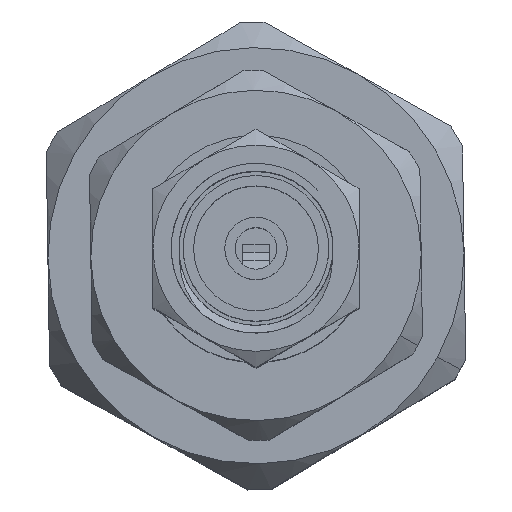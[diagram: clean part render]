
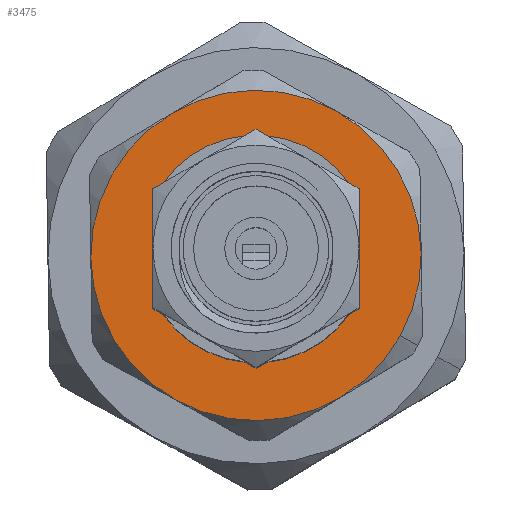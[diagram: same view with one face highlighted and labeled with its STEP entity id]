
A CAD part, top view. The second image highlights one B-rep face of the part: STEP entity #3475.
In plain terms, the highlighted face is planar.
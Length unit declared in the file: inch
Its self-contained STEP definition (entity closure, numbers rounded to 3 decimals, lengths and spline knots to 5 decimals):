
#216 = CARTESIAN_POINT ( 'NONE',  ( 0.441, 0., 0. ) ) ;
#526 = CARTESIAN_POINT ( 'NONE',  ( 0.441, -0.0625, -0.10825 ) ) ;
#600 = FACE_BOUND ( 'NONE', #4470, .T. ) ;
#689 = VERTEX_POINT ( 'NONE', #1569 ) ;
#717 = ORIENTED_EDGE ( 'NONE', *, *, #5384, .T. ) ;
#805 = EDGE_CURVE ( 'NONE', #689, #3846, #4061, .T. ) ;
#860 = CARTESIAN_POINT ( 'NONE',  ( 0.441, -0.125, 0. ) ) ;
#965 = DIRECTION ( 'NONE',  ( 1., 0., 0. ) ) ;
#991 = CARTESIAN_POINT ( 'NONE',  ( 0.441, 0., 0. ) ) ;
#1029 = AXIS2_PLACEMENT_3D ( 'NONE', #991, #1661, #4236 ) ;
#1191 = DIRECTION ( 'NONE',  ( 0., 0., -1. ) ) ;
#1237 = VERTEX_POINT ( 'NONE', #5607 ) ;
#1250 = CARTESIAN_POINT ( 'NONE',  ( 0.441, 0.0625, 0.10825 ) ) ;
#1475 = PLANE ( 'NONE',  #7858 ) ;
#1506 = CARTESIAN_POINT ( 'NONE',  ( 0.441, 0., 0. ) ) ;
#1552 = ORIENTED_EDGE ( 'NONE', *, *, #3075, .T. ) ;
#1569 = CARTESIAN_POINT ( 'NONE',  ( 0.441, 0.125, 0. ) ) ;
#1661 = DIRECTION ( 'NONE',  ( 1., 0., 0. ) ) ;
#1836 = CARTESIAN_POINT ( 'NONE',  ( 0.441, 0., 0. ) ) ;
#1949 = VERTEX_POINT ( 'NONE', #7801 ) ;
#1959 = ORIENTED_EDGE ( 'NONE', *, *, #6428, .T. ) ;
#2087 = AXIS2_PLACEMENT_3D ( 'NONE', #3942, #7077, #3159 ) ;
#2293 = AXIS2_PLACEMENT_3D ( 'NONE', #1506, #6060, #7306 ) ;
#2301 = VERTEX_POINT ( 'NONE', #526 ) ;
#2477 = DIRECTION ( 'NONE',  ( 1., 0., 0. ) ) ;
#2634 = AXIS2_PLACEMENT_3D ( 'NONE', #7424, #965, #6086 ) ;
#2654 = AXIS2_PLACEMENT_3D ( 'NONE', #1836, #7700, #6341 ) ;
#2783 = DIRECTION ( 'NONE',  ( 1., 0., 0. ) ) ;
#3015 = ORIENTED_EDGE ( 'NONE', *, *, #4297, .T. ) ;
#3028 = CIRCLE ( 'NONE', #2293, 0.125 ) ;
#3075 = EDGE_CURVE ( 'NONE', #4355, #2301, #3028, .T. ) ;
#3127 = VERTEX_POINT ( 'NONE', #3454 ) ;
#3159 = DIRECTION ( 'NONE',  ( 0., 0., 1. ) ) ;
#3382 = CARTESIAN_POINT ( 'NONE',  ( 0.441, 0.14, 0. ) ) ;
#3454 = CARTESIAN_POINT ( 'NONE',  ( 0.441, 0., -0.0455 ) ) ;
#3475 = ADVANCED_FACE ( 'NONE', ( #600, #6656 ), #1475, .F. ) ;
#3488 = CARTESIAN_POINT ( 'NONE',  ( 0.441, 0., 0. ) ) ;
#3569 = CIRCLE ( 'NONE', #2654, 0.0455 ) ;
#3570 = EDGE_CURVE ( 'NONE', #1949, #3810, #8000, .T. ) ;
#3810 = VERTEX_POINT ( 'NONE', #7743 ) ;
#3837 = EDGE_CURVE ( 'NONE', #3127, #4808, #5958, .T. ) ;
#3846 = VERTEX_POINT ( 'NONE', #1250 ) ;
#3942 = CARTESIAN_POINT ( 'NONE',  ( 0.441, 0., 0. ) ) ;
#4048 = ORIENTED_EDGE ( 'NONE', *, *, #3570, .T. ) ;
#4061 = CIRCLE ( 'NONE', #7561, 0.125 ) ;
#4140 = DIRECTION ( 'NONE',  ( 1., 0., 0. ) ) ;
#4146 = DIRECTION ( 'NONE',  ( 0., 0., -1. ) ) ;
#4236 = DIRECTION ( 'NONE',  ( 0., 0., -1. ) ) ;
#4297 = EDGE_CURVE ( 'NONE', #3810, #689, #7580, .T. ) ;
#4353 = ORIENTED_EDGE ( 'NONE', *, *, #7417, .T. ) ;
#4355 = VERTEX_POINT ( 'NONE', #860 ) ;
#4470 = EDGE_LOOP ( 'NONE', ( #5060, #4353 ) ) ;
#4724 = DIRECTION ( 'NONE',  ( -1., 0., 0. ) ) ;
#4808 = VERTEX_POINT ( 'NONE', #6932 ) ;
#5060 = ORIENTED_EDGE ( 'NONE', *, *, #3837, .T. ) ;
#5090 = CARTESIAN_POINT ( 'NONE',  ( 0.441, 0., 0. ) ) ;
#5339 = DIRECTION ( 'NONE',  ( 0., 0., 1. ) ) ;
#5384 = EDGE_CURVE ( 'NONE', #1237, #4355, #8367, .T. ) ;
#5415 = EDGE_LOOP ( 'NONE', ( #7620, #1959, #717, #1552, #5816, #4048, #3015 ) ) ;
#5607 = CARTESIAN_POINT ( 'NONE',  ( 0.441, -0.0625, 0.10825 ) ) ;
#5758 = AXIS2_PLACEMENT_3D ( 'NONE', #3488, #4140, #7281 ) ;
#5816 = ORIENTED_EDGE ( 'NONE', *, *, #6648, .T. ) ;
#5946 = CIRCLE ( 'NONE', #5758, 0.125 ) ;
#5958 = CIRCLE ( 'NONE', #2087, 0.0455 ) ;
#6060 = DIRECTION ( 'NONE',  ( 1., 0., 0. ) ) ;
#6086 = DIRECTION ( 'NONE',  ( 0., 0., -1. ) ) ;
#6341 = DIRECTION ( 'NONE',  ( 0., 0., 1. ) ) ;
#6428 = EDGE_CURVE ( 'NONE', #3846, #1237, #5946, .T. ) ;
#6536 = CIRCLE ( 'NONE', #8370, 0.125 ) ;
#6648 = EDGE_CURVE ( 'NONE', #2301, #1949, #6536, .T. ) ;
#6656 = FACE_OUTER_BOUND ( 'NONE', #5415, .T. ) ;
#6924 = AXIS2_PLACEMENT_3D ( 'NONE', #216, #2783, #4146 ) ;
#6932 = CARTESIAN_POINT ( 'NONE',  ( 0.441, 0., 0.0455 ) ) ;
#7015 = DIRECTION ( 'NONE',  ( 0., 0., -1. ) ) ;
#7077 = DIRECTION ( 'NONE',  ( -1., 0., 0. ) ) ;
#7281 = DIRECTION ( 'NONE',  ( 0., 0., -1. ) ) ;
#7306 = DIRECTION ( 'NONE',  ( 0., 0., -1. ) ) ;
#7417 = EDGE_CURVE ( 'NONE', #4808, #3127, #3569, .T. ) ;
#7424 = CARTESIAN_POINT ( 'NONE',  ( 0.441, 0., 0. ) ) ;
#7561 = AXIS2_PLACEMENT_3D ( 'NONE', #5090, #8234, #7015 ) ;
#7580 = CIRCLE ( 'NONE', #6924, 0.125 ) ;
#7620 = ORIENTED_EDGE ( 'NONE', *, *, #805, .T. ) ;
#7628 = CARTESIAN_POINT ( 'NONE',  ( 0.441, 0., 0. ) ) ;
#7700 = DIRECTION ( 'NONE',  ( -1., 0., 0. ) ) ;
#7743 = CARTESIAN_POINT ( 'NONE',  ( 0.441, 0.0625, -0.10825 ) ) ;
#7801 = CARTESIAN_POINT ( 'NONE',  ( 0.441, 0., -0.125 ) ) ;
#7858 = AXIS2_PLACEMENT_3D ( 'NONE', #3382, #4724, #5339 ) ;
#8000 = CIRCLE ( 'NONE', #2634, 0.125 ) ;
#8234 = DIRECTION ( 'NONE',  ( 1., 0., 0. ) ) ;
#8367 = CIRCLE ( 'NONE', #1029, 0.125 ) ;
#8370 = AXIS2_PLACEMENT_3D ( 'NONE', #7628, #2477, #1191 ) ;
